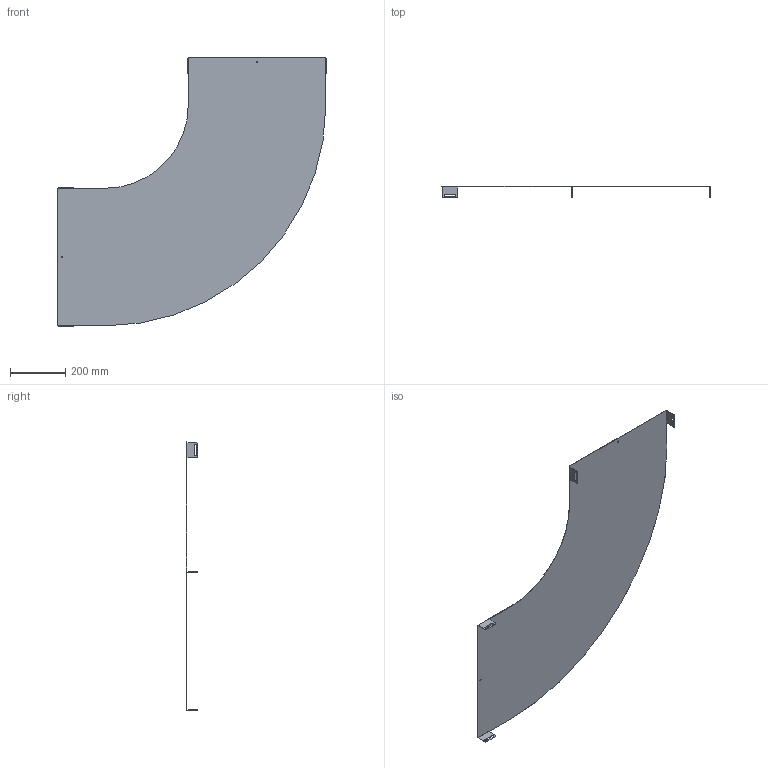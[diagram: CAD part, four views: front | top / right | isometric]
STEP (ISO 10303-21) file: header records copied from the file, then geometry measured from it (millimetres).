
FILE_DESCRIPTION (( 'STEP AP203' ), '1' );
FILE_NAME ('Êðûøêà íà óãîë ãîðèçîíòàëüíûé 90ãð R300_LK0053.STEP', '2012-12-18T07:16:12', ( 'Àñååâ' ), ( '' ), 'SwSTEP 2.0', 'SolidWorks 2012', '' );
FILE_SCHEMA (( 'CONFIG_CONTROL_DESIGN' ));
Length unit declared in the file: millimetre
Products named in the file (1): 署赅 磬 筱铍 泐痂珙眚嚯 90沭 R300_LK0053
Bounding box: 973.71 x 40.71 x 973.71 mm (x, y, z)
Volume: 612354.6 mm3; surface area: 1228861.9 mm2
Topology: 1 solids, 1 shells, 112 faces, 298 edges, 188 vertices
Faces by surface type: cylinder 64, plane 40, bspline 8
Full cylindrical faces by diameter (mm): 6.3 x2
Entity records: 4049 total; most frequent: CARTESIAN_POINT 1165, ORIENTED_EDGE 592, DIRECTION 586, EDGE_CURVE 296, AXIS2_PLACEMENT_3D 217, VERTEX_POINT 188, LINE 152, VECTOR 152
